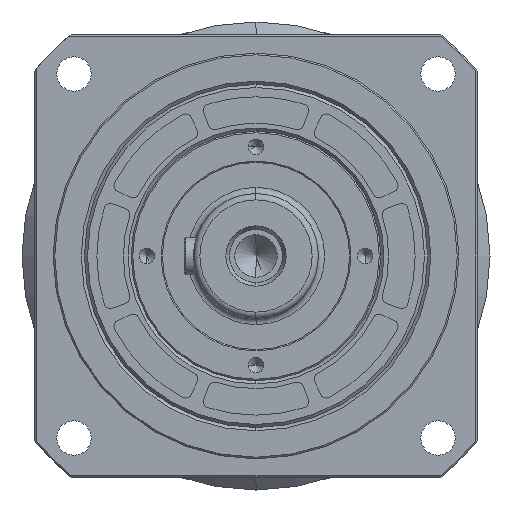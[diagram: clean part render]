
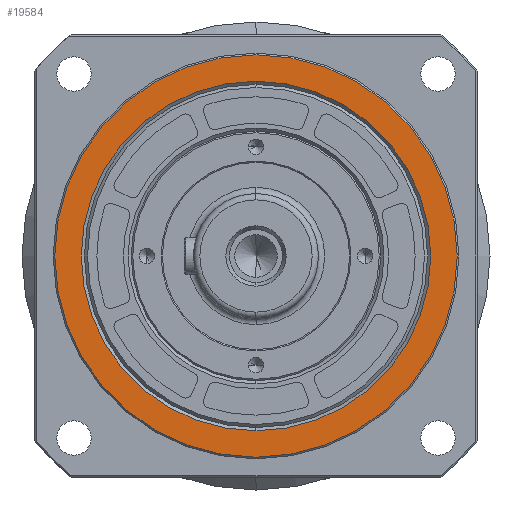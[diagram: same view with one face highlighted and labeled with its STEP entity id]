
A CAD part, left-side view. The second image highlights one B-rep face of the part: STEP entity #19584.
In plain terms, the highlighted planar face has unit normal (-1, 0, 0).
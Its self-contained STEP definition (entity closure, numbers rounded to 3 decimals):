
#247 = AXIS2_PLACEMENT_3D ( 'NONE', #11831, #1246, #13616 ) ;
#785 = CARTESIAN_POINT ( 'NONE',  ( 0., 0., -56. ) ) ;
#1246 = DIRECTION ( 'NONE',  ( -1., 0., 0. ) ) ;
#1511 = CIRCLE ( 'NONE', #9756, 56. ) ;
#2115 = DIRECTION ( 'NONE',  ( -1., 0., 0. ) ) ;
#3757 = AXIS2_PLACEMENT_3D ( 'NONE', #12729, #2115, #14501 ) ;
#5649 = CARTESIAN_POINT ( 'NONE',  ( 0., 56., 0. ) ) ;
#5831 = VERTEX_POINT ( 'NONE', #785 ) ;
#7327 = CARTESIAN_POINT ( 'NONE',  ( 0., 0., 0. ) ) ;
#8157 = VERTEX_POINT ( 'NONE', #8745 ) ;
#8745 = CARTESIAN_POINT ( 'NONE',  ( 0., 0., 64.5 ) ) ;
#9133 = DIRECTION ( 'NONE',  ( 0., 0., 1. ) ) ;
#9162 = PLANE ( 'NONE',  #13576 ) ;
#9222 = DIRECTION ( 'NONE',  ( -1., 0., 0. ) ) ;
#9756 = AXIS2_PLACEMENT_3D ( 'NONE', #7327, #19693, #9133 ) ;
#9776 = VERTEX_POINT ( 'NONE', #21604 ) ;
#9868 = CIRCLE ( 'NONE', #3757, 64.5 ) ;
#10783 = AXIS2_PLACEMENT_3D ( 'NONE', #19783, #9222, #21548 ) ;
#11004 = DIRECTION ( 'NONE',  ( 0., 0., -1. ) ) ;
#11831 = CARTESIAN_POINT ( 'NONE',  ( 0., 0., 0. ) ) ;
#12729 = CARTESIAN_POINT ( 'NONE',  ( 0., 0., 0. ) ) ;
#13016 = EDGE_CURVE ( 'NONE', #19545, #5831, #1511, .T. ) ;
#13477 = CIRCLE ( 'NONE', #247, 64.5 ) ;
#13576 = AXIS2_PLACEMENT_3D ( 'NONE', #5649, #21564, #11004 ) ;
#13616 = DIRECTION ( 'NONE',  ( 0., 0., -1. ) ) ;
#13633 = EDGE_CURVE ( 'NONE', #5831, #19545, #18658, .T. ) ;
#14501 = DIRECTION ( 'NONE',  ( 0., 0., -1. ) ) ;
#15205 = EDGE_LOOP ( 'NONE', ( #19811, #17433 ) ) ;
#16340 = FACE_OUTER_BOUND ( 'NONE', #15205, .T. ) ;
#17433 = ORIENTED_EDGE ( 'NONE', *, *, #18906, .T. ) ;
#17941 = CARTESIAN_POINT ( 'NONE',  ( 0., 0., 56. ) ) ;
#18658 = CIRCLE ( 'NONE', #10783, 56. ) ;
#18856 = ORIENTED_EDGE ( 'NONE', *, *, #13633, .F. ) ;
#18906 = EDGE_CURVE ( 'NONE', #8157, #9776, #9868, .T. ) ;
#19545 = VERTEX_POINT ( 'NONE', #17941 ) ;
#19584 = ADVANCED_FACE ( 'NONE', ( #16340, #20470 ), #9162, .F. ) ;
#19693 = DIRECTION ( 'NONE',  ( -1., 0., 0. ) ) ;
#19783 = CARTESIAN_POINT ( 'NONE',  ( 0., 0., 0. ) ) ;
#19811 = ORIENTED_EDGE ( 'NONE', *, *, #21890, .T. ) ;
#20470 = FACE_BOUND ( 'NONE', #21968, .T. ) ;
#21548 = DIRECTION ( 'NONE',  ( 0., 0., 1. ) ) ;
#21564 = DIRECTION ( 'NONE',  ( 1., 0., 0. ) ) ;
#21604 = CARTESIAN_POINT ( 'NONE',  ( 0., 0., -64.5 ) ) ;
#21676 = ORIENTED_EDGE ( 'NONE', *, *, #13016, .F. ) ;
#21890 = EDGE_CURVE ( 'NONE', #9776, #8157, #13477, .T. ) ;
#21968 = EDGE_LOOP ( 'NONE', ( #21676, #18856 ) ) ;
